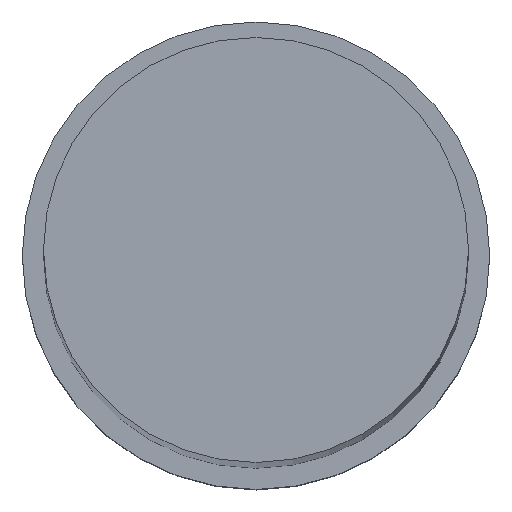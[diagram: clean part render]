
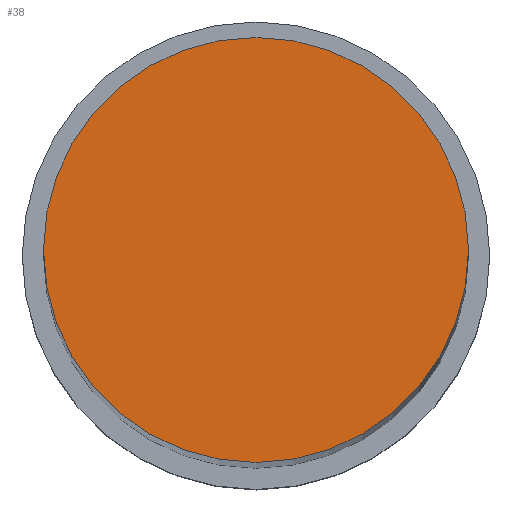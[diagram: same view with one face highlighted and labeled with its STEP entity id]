
A CAD part, top view. The second image highlights one B-rep face of the part: STEP entity #38.
In plain terms, the highlighted planar face has unit normal (0, 0, 1).
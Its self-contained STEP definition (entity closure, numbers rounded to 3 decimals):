
#38=ADVANCED_FACE('Unnamed[1]',(#82),#83,.T.);
#43=EDGE_CURVE('Unnamed[1]',#90,#90,#91,.T.);
#82=FACE_OUTER_BOUND('',#129,.T.);
#83=PLANE('',#130);
#90=VERTEX_POINT('',#139);
#91=CIRCLE('',#140,10.0);
#129=EDGE_LOOP('',(#176));
#130=AXIS2_PLACEMENT_3D('',#177,#178,#179);
#139=CARTESIAN_POINT('',(0.0,10.0,0.0));
#140=AXIS2_PLACEMENT_3D('',#186,#187,#188);
#176=ORIENTED_EDGE('',*,*,#43,.F.);
#177=CARTESIAN_POINT('',(0.0,5.0,0.0));
#178=DIRECTION('',(0.,0.,1.0));
#179=DIRECTION('',(0.,-1.0,0.));
#186=CARTESIAN_POINT('',(0.0,0.0,0.0));
#187=DIRECTION('',(0.,0.,-1.0));
#188=DIRECTION('',(0.,1.0,0.));
